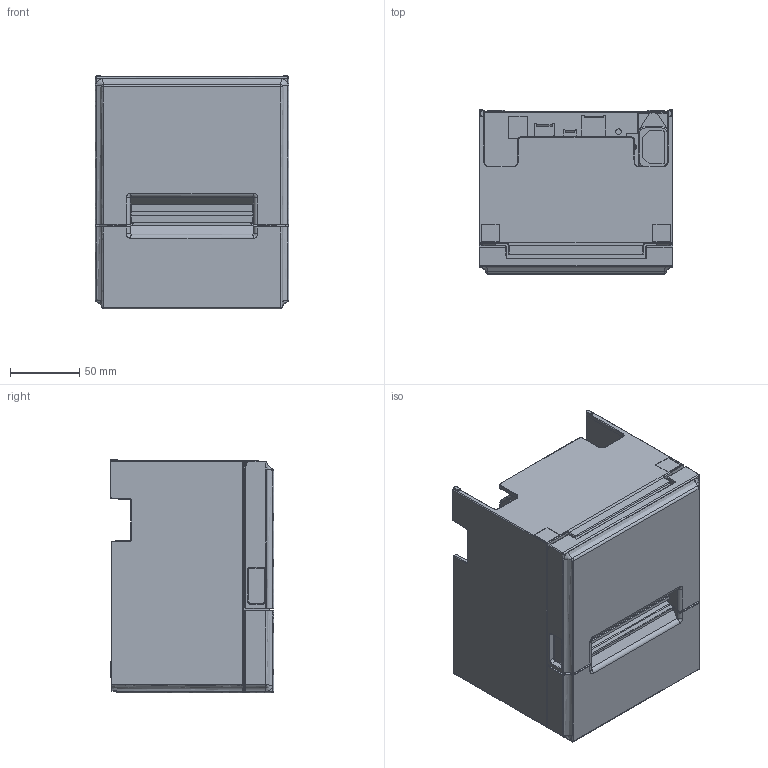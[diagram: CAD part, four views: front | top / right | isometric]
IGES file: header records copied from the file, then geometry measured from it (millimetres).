
Start section: Elysium IGES Interface
Global section: file name:BSC10II.igs; native system: Creo Elements/Direct Modeling 20.6  25-Mar-2023; preprocessor: Creo Element/Direct IGES_3D V2.2; author: Unknown; organization: Unknown; date: 20241113.181425; units: millimetre
Bounding box: 140 x 118.3 x 169 mm (x, y, z)
Volume: 2174572.8 mm3; surface area: 170836.6 mm2
Topology: 1 solids, 1 shells, 1345 faces, 3541 edges, 2222 vertices
Faces by surface type: bspline 1345
